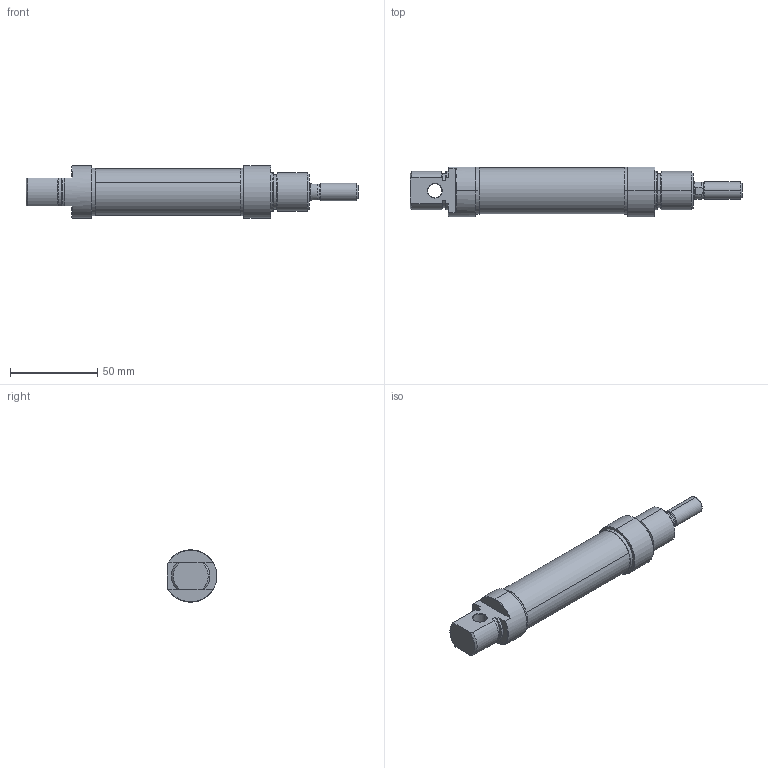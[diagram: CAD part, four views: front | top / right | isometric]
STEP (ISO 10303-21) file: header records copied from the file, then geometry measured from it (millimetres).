
FILE_DESCRIPTION (( 'STEP AP214' ), '1' );
FILE_NAME ('PMY 25-50 CYLINDER.STEP', '2010-08-05T08:00:45', ( '' ), ( '' ), 'SwSTEP 2.0', 'SolidWorks 2010', '' );
FILE_SCHEMA (( 'AUTOMOTIVE_DESIGN' ));
Length unit declared in the file: millimetre
Products named in the file (5): PMY (Yastýklý)      25   ARKA KAPAK; 25  Boru; PMY (Yastýklý)      25  ÖN  KAPAK; 25 Miller; PMY  25-50  CYLINDER
Assembly tree (4 placements, depth 2):
  PMY  25-50  CYLINDER
    PMY (Yastýklý)      25  ÖN  KAPAK
    PMY (Yastýklý)      25   ARKA KAPAK
    25  Boru
    25 Miller
Bounding box: 190 x 28.5 x 30 mm (x, y, z)
Volume: 62371.9 mm3; surface area: 32644.2 mm2
Topology: 4 solids, 4 shells, 146 faces, 337 edges, 213 vertices
Faces by surface type: cylinder 57, plane 46, cone 43
Entity records: 4723 total; most frequent: CARTESIAN_POINT 983, DIRECTION 762, ORIENTED_EDGE 674, EDGE_CURVE 337, AXIS2_PLACEMENT_3D 313, VERTEX_POINT 213, EDGE_LOOP 168, CIRCLE 160
